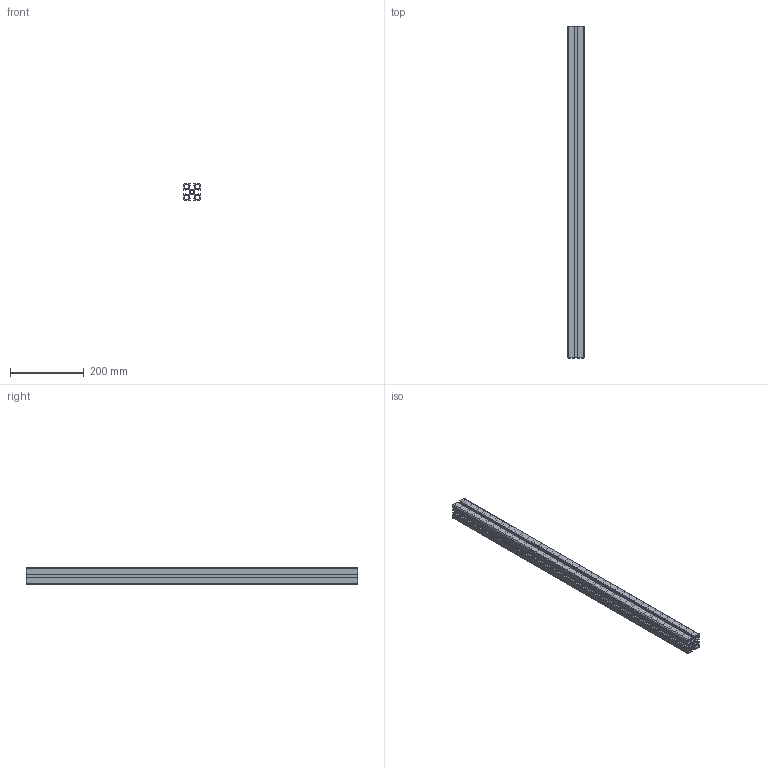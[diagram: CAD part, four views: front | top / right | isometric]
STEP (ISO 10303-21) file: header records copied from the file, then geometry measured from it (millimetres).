
FILE_DESCRIPTION(('STEP AP214'),'1');
FILE_NAME('cctmp_14109ECC-C437-4F1B-B6E6-D49F66F1FADB_2023_01_05_08_47_03_0002..stp','2023-01-05T07:47:03',('MiniTec Maschinenbau GmbH & Co.KG'),('CADClick - www.CADClick.com'),'Spatial InterOp 3D',' ','unknown authorization');
FILE_SCHEMA(('AUTOMOTIVE_DESIGN'));
Length unit declared in the file: millimetre
Products named in the file (1): 20.1033/0
Bounding box: 45 x 900 x 45 mm (x, y, z)
Volume: 663677.5 mm3; surface area: 481627 mm2
Topology: 1 solids, 1 shells, 138 faces, 408 edges, 272 vertices
Faces by surface type: plane 74, cylinder 64
Entity records: 5788 total; most frequent: CARTESIAN_POINT 819, ORIENTED_EDGE 816, DIRECTION 814, EDGE_CURVE 408, LINE 280, VECTOR 280, VERTEX_POINT 272, AXIS2_PLACEMENT_3D 267
